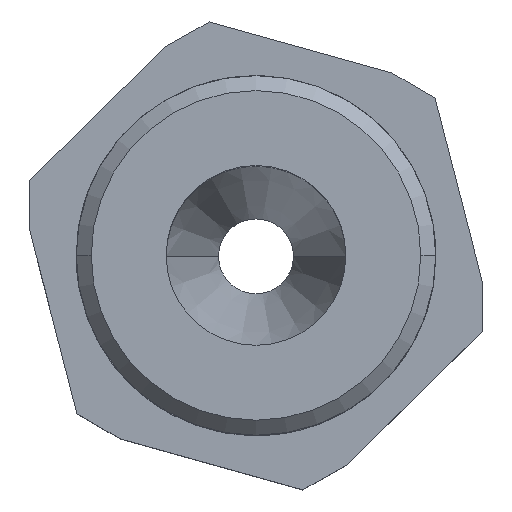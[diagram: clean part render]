
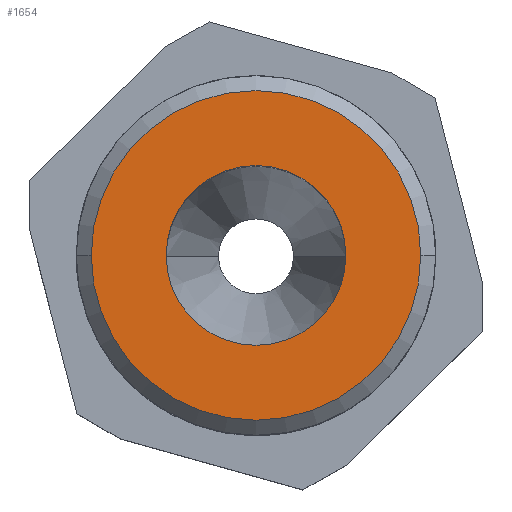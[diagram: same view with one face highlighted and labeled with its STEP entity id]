
A CAD part, top view. The second image highlights one B-rep face of the part: STEP entity #1654.
In plain terms, the highlighted planar face has unit normal (0, 0, 1).
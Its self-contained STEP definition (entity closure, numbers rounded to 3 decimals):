
#7 = DIRECTION ( 'NONE',  ( 0., 0., 1. ) ) ;
#99 = VERTEX_POINT ( 'NONE', #1893 ) ;
#221 = DIRECTION ( 'NONE',  ( 1., 0., 0. ) ) ;
#258 = AXIS2_PLACEMENT_3D ( 'NONE', #2114, #300, #1515 ) ;
#300 = DIRECTION ( 'NONE',  ( 0., 0., 1. ) ) ;
#331 = CARTESIAN_POINT ( 'NONE',  ( 3., 0., 7.75 ) ) ;
#418 = DIRECTION ( 'NONE',  ( 0., 0., 1. ) ) ;
#480 = CARTESIAN_POINT ( 'NONE',  ( 0., 0., 7.75 ) ) ;
#501 = CARTESIAN_POINT ( 'NONE',  ( 0., -3., 7.75 ) ) ;
#601 = AXIS2_PLACEMENT_3D ( 'NONE', #480, #7, #1024 ) ;
#657 = EDGE_LOOP ( 'NONE', ( #690, #2577 ) ) ;
#690 = ORIENTED_EDGE ( 'NONE', *, *, #2360, .T. ) ;
#871 = VERTEX_POINT ( 'NONE', #2229 ) ;
#897 = EDGE_LOOP ( 'NONE', ( #2315, #2280 ) ) ;
#902 = CARTESIAN_POINT ( 'NONE',  ( -3., 0., 7.75 ) ) ;
#968 = DIRECTION ( 'NONE',  ( 0., 0., 1. ) ) ;
#1024 = DIRECTION ( 'NONE',  ( 1., 0., 0. ) ) ;
#1101 = AXIS2_PLACEMENT_3D ( 'NONE', #501, #2525, #2292 ) ;
#1186 = CIRCLE ( 'NONE', #1274, 5.5 ) ;
#1212 = VERTEX_POINT ( 'NONE', #331 ) ;
#1274 = AXIS2_PLACEMENT_3D ( 'NONE', #2235, #418, #221 ) ;
#1277 = FACE_BOUND ( 'NONE', #897, .T. ) ;
#1333 = EDGE_CURVE ( 'NONE', #1687, #1212, #1360, .T. ) ;
#1360 = CIRCLE ( 'NONE', #1606, 3. ) ;
#1488 = CIRCLE ( 'NONE', #258, 3. ) ;
#1515 = DIRECTION ( 'NONE',  ( 1., 0., 0. ) ) ;
#1585 = DIRECTION ( 'NONE',  ( 1., 0., 0. ) ) ;
#1603 = EDGE_CURVE ( 'NONE', #99, #871, #1186, .T. ) ;
#1606 = AXIS2_PLACEMENT_3D ( 'NONE', #2373, #968, #1585 ) ;
#1654 = ADVANCED_FACE ( 'NONE', ( #1882, #1277 ), #2102, .T. ) ;
#1686 = EDGE_CURVE ( 'NONE', #1212, #1687, #1488, .T. ) ;
#1687 = VERTEX_POINT ( 'NONE', #902 ) ;
#1785 = CIRCLE ( 'NONE', #601, 5.5 ) ;
#1882 = FACE_OUTER_BOUND ( 'NONE', #657, .T. ) ;
#1893 = CARTESIAN_POINT ( 'NONE',  ( 5.5, 0., 7.75 ) ) ;
#2102 = PLANE ( 'NONE',  #1101 ) ;
#2114 = CARTESIAN_POINT ( 'NONE',  ( 0., 0., 7.75 ) ) ;
#2229 = CARTESIAN_POINT ( 'NONE',  ( -5.5, 0., 7.75 ) ) ;
#2235 = CARTESIAN_POINT ( 'NONE',  ( 0., 0., 7.75 ) ) ;
#2280 = ORIENTED_EDGE ( 'NONE', *, *, #1333, .F. ) ;
#2292 = DIRECTION ( 'NONE',  ( 1., 0., 0. ) ) ;
#2315 = ORIENTED_EDGE ( 'NONE', *, *, #1686, .F. ) ;
#2360 = EDGE_CURVE ( 'NONE', #871, #99, #1785, .T. ) ;
#2373 = CARTESIAN_POINT ( 'NONE',  ( 0., 0., 7.75 ) ) ;
#2525 = DIRECTION ( 'NONE',  ( 0., 0., 1. ) ) ;
#2577 = ORIENTED_EDGE ( 'NONE', *, *, #1603, .T. ) ;
